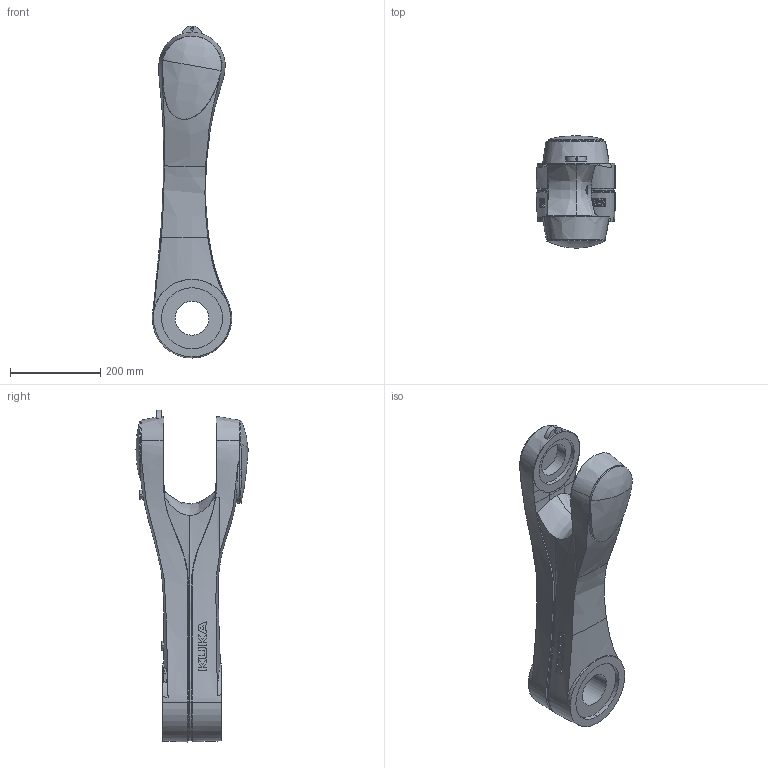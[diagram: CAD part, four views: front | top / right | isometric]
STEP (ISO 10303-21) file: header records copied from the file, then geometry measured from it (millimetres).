
FILE_DESCRIPTION((''),'2;1');
FILE_NAME('GREPC1BDNVPG_2','2022-05-11T18:50:07',('beth0005'),(''),'CREO PARAMETRIC BY PTC INC, 2020454','CREO PARAMETRIC BY PTC INC, 2020454','');
FILE_SCHEMA(('CONFIG_CONTROL_DESIGN'));
Length unit declared in the file: millimetre
Products named in the file (1): GREPC1BDNVPG_2
Bounding box: 175.84 x 249 x 735.49 mm (x, y, z)
Volume: 6778397.6 mm3; surface area: 647484.6 mm2
Topology: 1 solids, 1 shells, 365 faces, 989 edges, 647 vertices
Faces by surface type: plane 167, bspline 79, cylinder 61, cone 24, extrusion 18, torus 10, sphere 6
Entity records: 16120 total; most frequent: CARTESIAN_POINT 7893, ORIENTED_EDGE 1958, DIRECTION 1291, EDGE_CURVE 979, VERTEX_POINT 647, AXIS2_PLACEMENT_3D 496, B_SPLINE_CURVE_WITH_KNOTS 488, EDGE_LOOP 400
